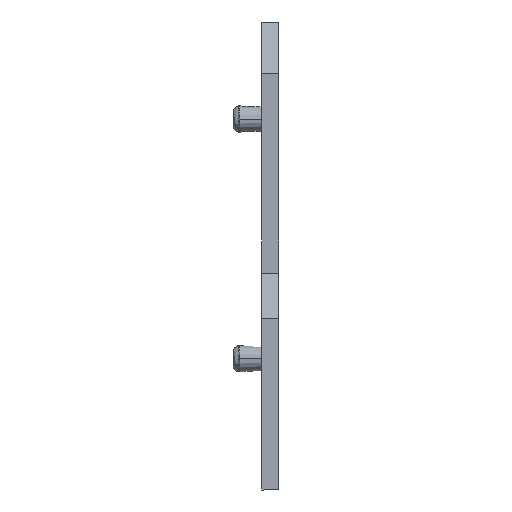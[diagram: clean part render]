
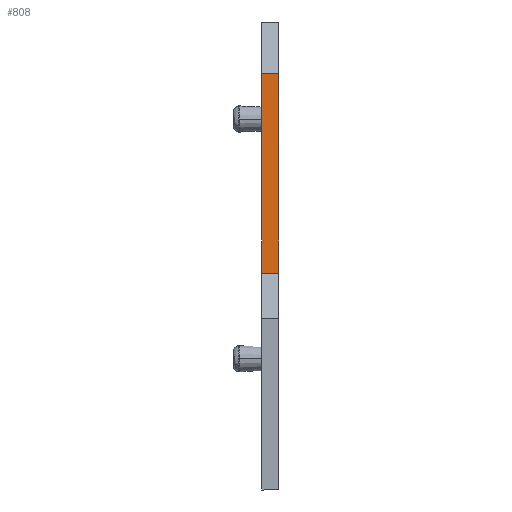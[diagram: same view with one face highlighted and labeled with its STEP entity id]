
A CAD part, front view. The second image highlights one B-rep face of the part: STEP entity #808.
In plain terms, the highlighted planar face has unit normal (0, -1, 0).
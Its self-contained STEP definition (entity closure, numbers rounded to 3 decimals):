
#788=AXIS2_PLACEMENT_3D('Plane Axis2P3D',#785,#786,#787) ;
#392=CARTESIAN_POINT('Vertex',(2.491,11.5,19.)) ;
#395=CARTESIAN_POINT('Line Origine',(2.491,11.5,27.75)) ;
#399=CARTESIAN_POINT('Vertex',(2.491,11.5,36.5)) ;
#766=CARTESIAN_POINT('Line Origine',(3.241,11.5,19.)) ;
#770=CARTESIAN_POINT('Vertex',(3.991,11.5,19.)) ;
#785=CARTESIAN_POINT('Axis2P3D Location',(3.991,11.5,19.)) ;
#790=CARTESIAN_POINT('Line Origine',(3.241,11.5,36.5)) ;
#794=CARTESIAN_POINT('Vertex',(3.991,11.5,36.5)) ;
#797=CARTESIAN_POINT('Line Origine',(3.991,11.5,27.75)) ;
#396=DIRECTION('Vector Direction',(0.,0.,-1.)) ;
#767=DIRECTION('Vector Direction',(1.,0.,0.)) ;
#786=DIRECTION('Axis2P3D Direction',(0.,-1.,0.)) ;
#787=DIRECTION('Axis2P3D XDirection',(0.,0.,-1.)) ;
#791=DIRECTION('Vector Direction',(1.,0.,0.)) ;
#798=DIRECTION('Vector Direction',(0.,0.,1.)) ;
#397=VECTOR('Line Direction',#396,1.) ;
#768=VECTOR('Line Direction',#767,1.) ;
#792=VECTOR('Line Direction',#791,1.) ;
#799=VECTOR('Line Direction',#798,1.) ;
#803=ORIENTED_EDGE('',*,*,#796,.F.) ;
#804=ORIENTED_EDGE('',*,*,#401,.T.) ;
#805=ORIENTED_EDGE('',*,*,#772,.T.) ;
#806=ORIENTED_EDGE('',*,*,#801,.T.) ;
#808=ADVANCED_FACE('K\X2\00F6\X0\rper.3',(#807),#789,.T.) ;
#401=EDGE_CURVE('',#400,#393,#398,.T.) ;
#772=EDGE_CURVE('',#393,#771,#769,.T.) ;
#796=EDGE_CURVE('',#400,#795,#793,.T.) ;
#801=EDGE_CURVE('',#771,#795,#800,.T.) ;
#802=EDGE_LOOP('',(#803,#804,#805,#806)) ;
#807=FACE_OUTER_BOUND('',#802,.T.) ;
#398=LINE('Line',#395,#397) ;
#769=LINE('Line',#766,#768) ;
#793=LINE('Line',#790,#792) ;
#800=LINE('Line',#797,#799) ;
#789=PLANE('',#788) ;
#393=VERTEX_POINT('',#392) ;
#400=VERTEX_POINT('',#399) ;
#771=VERTEX_POINT('',#770) ;
#795=VERTEX_POINT('',#794) ;
